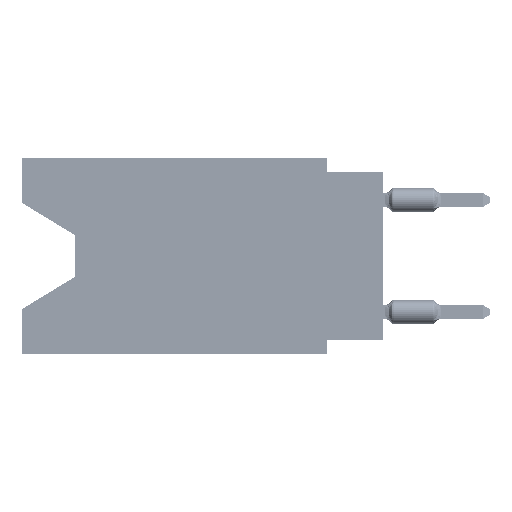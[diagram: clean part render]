
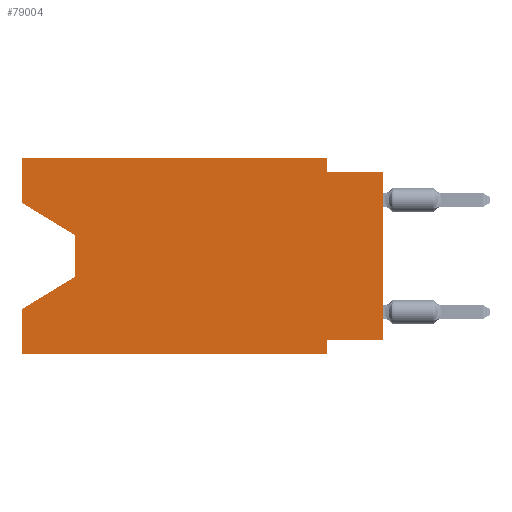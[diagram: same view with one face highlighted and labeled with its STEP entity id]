
A CAD part, left-side view. The second image highlights one B-rep face of the part: STEP entity #79004.
In plain terms, the highlighted planar face has unit normal (-1, 0, 0).
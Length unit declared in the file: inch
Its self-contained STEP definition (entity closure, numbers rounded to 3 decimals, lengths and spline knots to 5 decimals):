
#205 = EDGE_CURVE ( 'NONE', #92291, #5401, #22913, .T. ) ;
#698 = ORIENTED_EDGE ( 'NONE', *, *, #21899, .F. ) ;
#1484 = CARTESIAN_POINT ( 'NONE',  ( 0., 0., -0.325 ) ) ;
#1840 = EDGE_CURVE ( 'NONE', #12887, #20518, #41585, .T. ) ;
#4615 = DIRECTION ( 'NONE',  ( 0., -1., 0. ) ) ;
#4968 = VECTOR ( 'NONE', #64355, 39.37008 ) ;
#5401 = VERTEX_POINT ( 'NONE', #54835 ) ;
#6027 = LINE ( 'NONE', #39784, #64155 ) ;
#7653 = DIRECTION ( 'NONE',  ( 0., -1., 0. ) ) ;
#10271 = VECTOR ( 'NONE', #82718, 39.37008 ) ;
#11030 = LINE ( 'NONE', #16775, #14030 ) ;
#12887 = VERTEX_POINT ( 'NONE', #46538 ) ;
#14030 = VECTOR ( 'NONE', #93648, 39.37008 ) ;
#16069 = VECTOR ( 'NONE', #55583, 39.37008 ) ;
#16775 = CARTESIAN_POINT ( 'NONE',  ( 0., 0.645, -0.08025 ) ) ;
#17158 = DIRECTION ( 'NONE',  ( 0., 0., 1. ) ) ;
#17505 = ORIENTED_EDGE ( 'NONE', *, *, #1840, .F. ) ;
#18659 = CARTESIAN_POINT ( 'NONE',  ( 0., 0.1, -0.025 ) ) ;
#18869 = VECTOR ( 'NONE', #90481, 39.37008 ) ;
#20518 = VERTEX_POINT ( 'NONE', #38125 ) ;
#21899 = EDGE_CURVE ( 'NONE', #73105, #54633, #6027, .T. ) ;
#22913 = LINE ( 'NONE', #29608, #16069 ) ;
#29245 = CARTESIAN_POINT ( 'NONE',  ( 0., 0.1, 0. ) ) ;
#29548 = EDGE_CURVE ( 'NONE', #70839, #83954, #72130, .T. ) ;
#29608 = CARTESIAN_POINT ( 'NONE',  ( 0., 0.55, -0.138 ) ) ;
#30603 = LINE ( 'NONE', #38354, #4968 ) ;
#33665 = CARTESIAN_POINT ( 'NONE',  ( 0., 0., -0.025 ) ) ;
#34736 = DIRECTION ( 'NONE',  ( 0., 0., -1. ) ) ;
#35907 = LINE ( 'NONE', #53060, #70161 ) ;
#36720 = DIRECTION ( 'NONE',  ( 0., -1., 0. ) ) ;
#37991 = LINE ( 'NONE', #80609, #81881 ) ;
#38125 = CARTESIAN_POINT ( 'NONE',  ( 0., 0.645, 0. ) ) ;
#38354 = CARTESIAN_POINT ( 'NONE',  ( 0., 0.55, -0.212 ) ) ;
#39784 = CARTESIAN_POINT ( 'NONE',  ( 0., 0.1, 0. ) ) ;
#40120 = LINE ( 'NONE', #107093, #18869 ) ;
#40765 = EDGE_CURVE ( 'NONE', #91562, #76652, #66124, .T. ) ;
#40949 = EDGE_CURVE ( 'NONE', #20518, #73105, #76608, .T. ) ;
#41030 = DIRECTION ( 'NONE',  ( 0., 0., 1. ) ) ;
#41197 = DIRECTION ( 'NONE',  ( 1., 0., 0. ) ) ;
#41585 = LINE ( 'NONE', #75358, #69279 ) ;
#43162 = CARTESIAN_POINT ( 'NONE',  ( 0., 0.1, -0.35 ) ) ;
#43370 = CARTESIAN_POINT ( 'NONE',  ( 0., 0.645, 0. ) ) ;
#46538 = CARTESIAN_POINT ( 'NONE',  ( 0., 0.645, -0.08025 ) ) ;
#46819 = EDGE_CURVE ( 'NONE', #70839, #105891, #35907, .T. ) ;
#47959 = EDGE_CURVE ( 'NONE', #5401, #105891, #30603, .T. ) ;
#51142 = FACE_OUTER_BOUND ( 'NONE', #54588, .T. ) ;
#51544 = ORIENTED_EDGE ( 'NONE', *, *, #87657, .T. ) ;
#53060 = CARTESIAN_POINT ( 'NONE',  ( 0., 0.645, 0. ) ) ;
#54588 = EDGE_LOOP ( 'NONE', ( #51544, #85022, #60950, #86792, #69414, #81152, #57045, #62613, #60236, #698, #73702, #17505 ) ) ;
#54633 = VERTEX_POINT ( 'NONE', #18659 ) ;
#54835 = CARTESIAN_POINT ( 'NONE',  ( 0., 0.55, -0.212 ) ) ;
#55583 = DIRECTION ( 'NONE',  ( 0., 0., -1. ) ) ;
#57045 = ORIENTED_EDGE ( 'NONE', *, *, #66797, .F. ) ;
#59446 = PLANE ( 'NONE',  #107224 ) ;
#60236 = ORIENTED_EDGE ( 'NONE', *, *, #102965, .F. ) ;
#60950 = ORIENTED_EDGE ( 'NONE', *, *, #47959, .T. ) ;
#62613 = ORIENTED_EDGE ( 'NONE', *, *, #40765, .T. ) ;
#62904 = DIRECTION ( 'NONE',  ( 0., 0., -1. ) ) ;
#63271 = CARTESIAN_POINT ( 'NONE',  ( 0., 0.645, -0.35 ) ) ;
#63891 = VECTOR ( 'NONE', #4615, 39.37008 ) ;
#64155 = VECTOR ( 'NONE', #34736, 39.37008 ) ;
#64355 = DIRECTION ( 'NONE',  ( 0., 0.855, -0.519 ) ) ;
#66051 = CARTESIAN_POINT ( 'NONE',  ( 0., 0.55, -0.138 ) ) ;
#66124 = LINE ( 'NONE', #84367, #10271 ) ;
#66797 = EDGE_CURVE ( 'NONE', #91562, #76137, #40120, .T. ) ;
#68658 = VECTOR ( 'NONE', #36720, 39.37008 ) ;
#69279 = VECTOR ( 'NONE', #41030, 39.37008 ) ;
#69414 = ORIENTED_EDGE ( 'NONE', *, *, #29548, .T. ) ;
#70161 = VECTOR ( 'NONE', #17158, 39.37008 ) ;
#70839 = VERTEX_POINT ( 'NONE', #95513 ) ;
#72130 = LINE ( 'NONE', #63271, #63891 ) ;
#73105 = VERTEX_POINT ( 'NONE', #29245 ) ;
#73702 = ORIENTED_EDGE ( 'NONE', *, *, #40949, .F. ) ;
#75358 = CARTESIAN_POINT ( 'NONE',  ( 0., 0.645, 0. ) ) ;
#76137 = VERTEX_POINT ( 'NONE', #107701 ) ;
#76608 = LINE ( 'NONE', #43370, #68658 ) ;
#76652 = VERTEX_POINT ( 'NONE', #93692 ) ;
#79004 = ADVANCED_FACE ( 'NONE', ( #51142 ), #59446, .F. ) ;
#80609 = CARTESIAN_POINT ( 'NONE',  ( 0., 0.1, -0.35 ) ) ;
#81152 = ORIENTED_EDGE ( 'NONE', *, *, #103787, .F. ) ;
#81881 = VECTOR ( 'NONE', #62904, 39.37008 ) ;
#82718 = DIRECTION ( 'NONE',  ( 0., 0., 1. ) ) ;
#83254 = DIRECTION ( 'NONE',  ( 0., 0., -1. ) ) ;
#83954 = VERTEX_POINT ( 'NONE', #43162 ) ;
#84367 = CARTESIAN_POINT ( 'NONE',  ( 0., 0., 0. ) ) ;
#85022 = ORIENTED_EDGE ( 'NONE', *, *, #205, .T. ) ;
#86792 = ORIENTED_EDGE ( 'NONE', *, *, #46819, .F. ) ;
#87657 = EDGE_CURVE ( 'NONE', #12887, #92291, #11030, .T. ) ;
#89203 = CARTESIAN_POINT ( 'NONE',  ( 0., 0.645, -0.26975 ) ) ;
#90048 = CARTESIAN_POINT ( 'NONE',  ( 0., 0.645, 0. ) ) ;
#90481 = DIRECTION ( 'NONE',  ( 0., 1., 0. ) ) ;
#91562 = VERTEX_POINT ( 'NONE', #1484 ) ;
#92291 = VERTEX_POINT ( 'NONE', #66051 ) ;
#93648 = DIRECTION ( 'NONE',  ( 0., -0.855, -0.519 ) ) ;
#93692 = CARTESIAN_POINT ( 'NONE',  ( 0., 0., -0.025 ) ) ;
#95513 = CARTESIAN_POINT ( 'NONE',  ( 0., 0.645, -0.35 ) ) ;
#101167 = VECTOR ( 'NONE', #7653, 39.37008 ) ;
#101187 = LINE ( 'NONE', #33665, #101167 ) ;
#102965 = EDGE_CURVE ( 'NONE', #54633, #76652, #101187, .T. ) ;
#103787 = EDGE_CURVE ( 'NONE', #76137, #83954, #37991, .T. ) ;
#105891 = VERTEX_POINT ( 'NONE', #89203 ) ;
#107093 = CARTESIAN_POINT ( 'NONE',  ( 0., 0., -0.325 ) ) ;
#107224 = AXIS2_PLACEMENT_3D ( 'NONE', #90048, #41197, #83254 ) ;
#107701 = CARTESIAN_POINT ( 'NONE',  ( 0., 0.1, -0.325 ) ) ;
